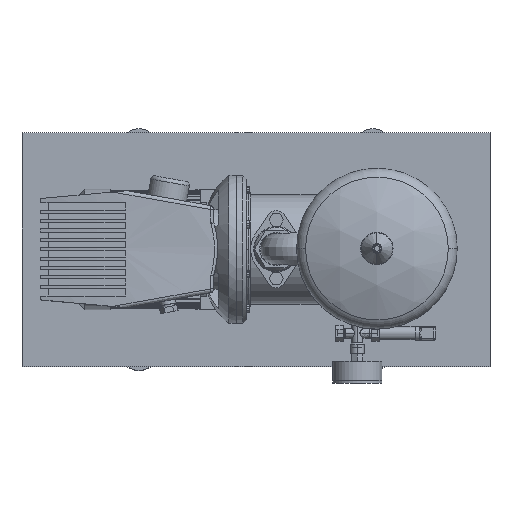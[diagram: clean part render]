
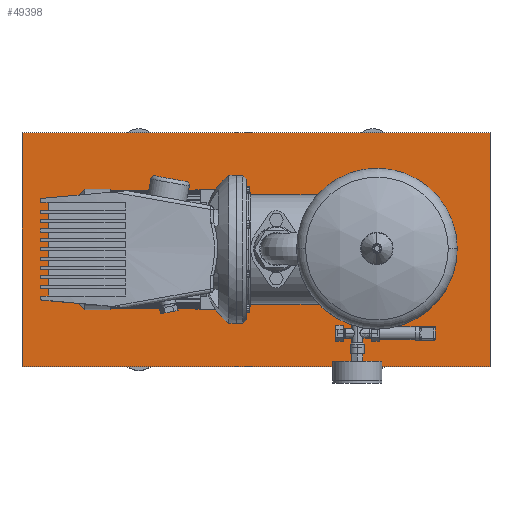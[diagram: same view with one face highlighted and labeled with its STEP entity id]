
A CAD part, top view. The second image highlights one B-rep face of the part: STEP entity #49398.
In plain terms, the highlighted planar face has unit normal (0, 0, 1).
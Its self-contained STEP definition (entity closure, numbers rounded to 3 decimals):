
#49359=CARTESIAN_POINT('',(-326.0,0.,90.0));
#49360=DIRECTION('',(0.0,0.0,1.0));
#49361=DIRECTION('',(0.0,-1.0,0.0));
#49362=AXIS2_PLACEMENT_3D('',#49359,#49360,#49361);
#49363=PLANE('',#49362);
#49364=CARTESIAN_POINT('',(274.0,-150.,90.));
#49365=VERTEX_POINT('',#49364);
#49366=CARTESIAN_POINT('',(274.0,150.,90.));
#49367=VERTEX_POINT('',#49366);
#49368=CARTESIAN_POINT('',(274.0,-150.,90.));
#49369=DIRECTION('',(0.0,1.0,0.0));
#49370=VECTOR('',#49369,300.0);
#49371=LINE('',#49368,#49370);
#49372=EDGE_CURVE('',#49365,#49367,#49371,.T.);
#49373=ORIENTED_EDGE('',*,*,#49372,.T.);
#49374=CARTESIAN_POINT('',(-326.0,150.,90.));
#49375=VERTEX_POINT('',#49374);
#49376=CARTESIAN_POINT('',(-326.0,150.,90.));
#49377=DIRECTION('',(1.0,0.0,0.0));
#49378=VECTOR('',#49377,600.0);
#49379=LINE('',#49376,#49378);
#49380=EDGE_CURVE('',#49375,#49367,#49379,.T.);
#49381=ORIENTED_EDGE('',*,*,#49380,.F.);
#49382=CARTESIAN_POINT('',(-326.0,-150.,90.));
#49383=VERTEX_POINT('',#49382);
#49384=CARTESIAN_POINT('',(-326.0,150.,90.));
#49385=DIRECTION('',(0.0,-1.0,0.0));
#49386=VECTOR('',#49385,300.0);
#49387=LINE('',#49384,#49386);
#49388=EDGE_CURVE('',#49375,#49383,#49387,.T.);
#49389=ORIENTED_EDGE('',*,*,#49388,.T.);
#49390=CARTESIAN_POINT('',(-326.0,-150.,90.));
#49391=DIRECTION('',(1.0,0.0,0.0));
#49392=VECTOR('',#49391,600.0);
#49393=LINE('',#49390,#49392);
#49394=EDGE_CURVE('',#49383,#49365,#49393,.T.);
#49395=ORIENTED_EDGE('',*,*,#49394,.T.);
#49396=EDGE_LOOP('',(#49373,#49381,#49389,#49395));
#49397=FACE_OUTER_BOUND('',#49396,.T.);
#49398=ADVANCED_FACE('',(#49397),#49363,.T.);
